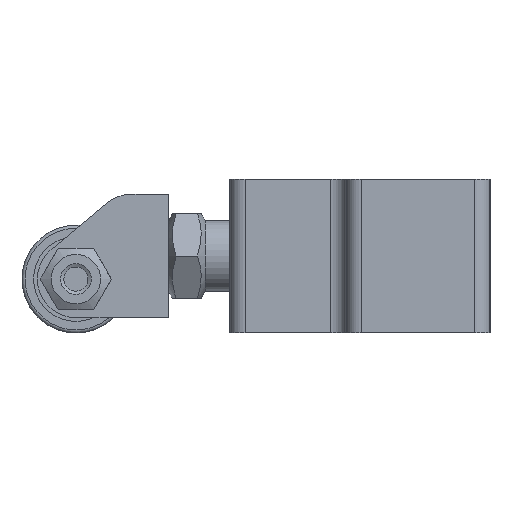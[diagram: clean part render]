
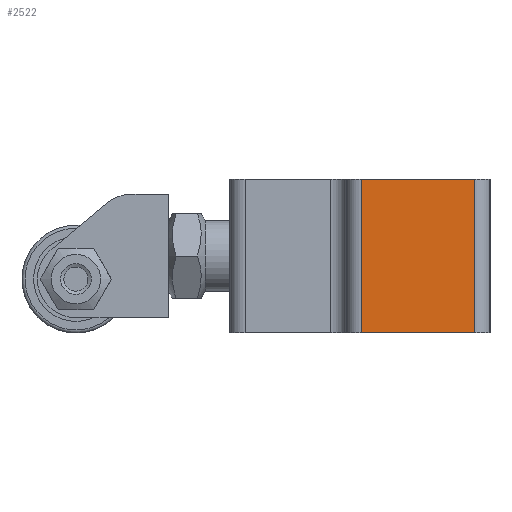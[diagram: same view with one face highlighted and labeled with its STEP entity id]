
A CAD part, left-side view. The second image highlights one B-rep face of the part: STEP entity #2522.
In plain terms, the highlighted face is planar.
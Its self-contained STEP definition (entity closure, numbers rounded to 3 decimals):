
#220=PLANE('',#2954);
#319=FACE_OUTER_BOUND('',#472,.T.);
#472=EDGE_LOOP('',(#1970,#1971,#1972,#1973));
#658=LINE('',#4188,#834);
#667=LINE('',#4220,#843);
#688=LINE('',#4277,#864);
#690=LINE('',#4280,#866);
#834=VECTOR('',#3382,10.);
#843=VECTOR('',#3411,10.);
#864=VECTOR('',#3464,10.);
#866=VECTOR('',#3468,10.);
#1178=VERTEX_POINT('',#4185);
#1179=VERTEX_POINT('',#4187);
#1191=VERTEX_POINT('',#4217);
#1192=VERTEX_POINT('',#4219);
#1452=EDGE_CURVE('',#1178,#1179,#658,.T.);
#1468=EDGE_CURVE('',#1191,#1192,#667,.T.);
#1498=EDGE_CURVE('',#1179,#1191,#688,.T.);
#1500=EDGE_CURVE('',#1192,#1178,#690,.T.);
#1970=ORIENTED_EDGE('',*,*,#1498,.F.);
#1971=ORIENTED_EDGE('',*,*,#1452,.F.);
#1972=ORIENTED_EDGE('',*,*,#1500,.F.);
#1973=ORIENTED_EDGE('',*,*,#1468,.F.);
#2522=ADVANCED_FACE('',(#319),#220,.T.);
#2954=AXIS2_PLACEMENT_3D('',#4279,#3466,#3467);
#3382=DIRECTION('',(0.,-1.,0.));
#3411=DIRECTION('',(0.,1.,0.));
#3464=DIRECTION('',(0.,0.,1.));
#3466=DIRECTION('center_axis',(1.,0.,0.));
#3467=DIRECTION('ref_axis',(0.,1.,0.));
#3468=DIRECTION('',(0.,0.,-1.));
#4185=CARTESIAN_POINT('',(39.25,15.89,-5.));
#4187=CARTESIAN_POINT('',(39.25,8.54,-5.));
#4188=CARTESIAN_POINT('',(39.25,16.89,-5.));
#4217=CARTESIAN_POINT('',(39.25,8.54,5.));
#4219=CARTESIAN_POINT('',(39.25,15.89,5.));
#4220=CARTESIAN_POINT('',(39.25,16.89,5.));
#4277=CARTESIAN_POINT('',(39.25,8.54,0.));
#4279=CARTESIAN_POINT('Origin',(39.25,7.54,0.));
#4280=CARTESIAN_POINT('',(39.25,15.89,0.));
